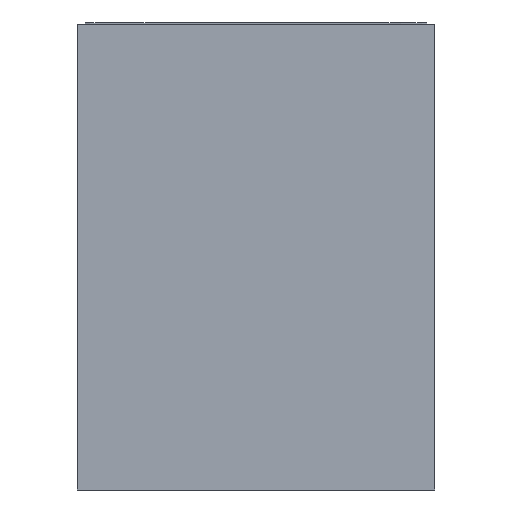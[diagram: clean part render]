
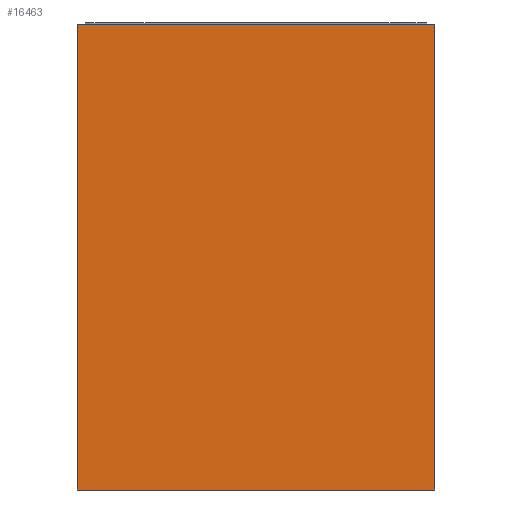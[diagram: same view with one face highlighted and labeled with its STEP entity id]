
A CAD part, front view. The second image highlights one B-rep face of the part: STEP entity #16463.
In plain terms, the highlighted planar face has unit normal (0, -1, 0).
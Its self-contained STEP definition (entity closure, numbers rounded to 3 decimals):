
#46 = ORIENTED_EDGE ( 'NONE', *, *, #4107, .F. ) ;
#263 = VERTEX_POINT ( 'NONE', #18709 ) ;
#1103 = ORIENTED_EDGE ( 'NONE', *, *, #6272, .F. ) ;
#1430 = CARTESIAN_POINT ( 'NONE',  ( -219., -43.5, 0. ) ) ;
#2503 = ORIENTED_EDGE ( 'NONE', *, *, #15338, .T. ) ;
#2684 = CARTESIAN_POINT ( 'NONE',  ( 219., -43.5, 570. ) ) ;
#2921 = CARTESIAN_POINT ( 'NONE',  ( -219., -43.5, 570. ) ) ;
#3750 = CARTESIAN_POINT ( 'NONE',  ( 219., -43.5, 570. ) ) ;
#4107 = EDGE_CURVE ( 'NONE', #14343, #263, #8674, .T. ) ;
#4126 = LINE ( 'NONE', #2921, #14458 ) ;
#4521 = DIRECTION ( 'NONE',  ( 1., 0., 0. ) ) ;
#6047 = ORIENTED_EDGE ( 'NONE', *, *, #16501, .T. ) ;
#6272 = EDGE_CURVE ( 'NONE', #10929, #14343, #4126, .T. ) ;
#6315 = DIRECTION ( 'NONE',  ( 0., 0., -1. ) ) ;
#6692 = CARTESIAN_POINT ( 'NONE',  ( -219., -43.5, 0. ) ) ;
#7563 = DIRECTION ( 'NONE',  ( 1., 0., 0. ) ) ;
#7727 = CARTESIAN_POINT ( 'NONE',  ( -219., -43.5, 570. ) ) ;
#7845 = CARTESIAN_POINT ( 'NONE',  ( -219., -43.5, 570. ) ) ;
#8275 = DIRECTION ( 'NONE',  ( 0., 0., -1. ) ) ;
#8674 = LINE ( 'NONE', #3750, #11215 ) ;
#9063 = LINE ( 'NONE', #1430, #14057 ) ;
#9322 = CARTESIAN_POINT ( 'NONE',  ( -219., -43.5, 570. ) ) ;
#9625 = LINE ( 'NONE', #7727, #13782 ) ;
#10155 = VERTEX_POINT ( 'NONE', #6692 ) ;
#10929 = VERTEX_POINT ( 'NONE', #7845 ) ;
#11215 = VECTOR ( 'NONE', #8275, 1000. ) ;
#11240 = DIRECTION ( 'NONE',  ( 0., 1., 0. ) ) ;
#13782 = VECTOR ( 'NONE', #6315, 1000. ) ;
#14057 = VECTOR ( 'NONE', #7563, 1000. ) ;
#14343 = VERTEX_POINT ( 'NONE', #2684 ) ;
#14458 = VECTOR ( 'NONE', #4521, 1000. ) ;
#15064 = AXIS2_PLACEMENT_3D ( 'NONE', #9322, #11240, #17098 ) ;
#15338 = EDGE_CURVE ( 'NONE', #10155, #263, #9063, .T. ) ;
#15792 = EDGE_LOOP ( 'NONE', ( #2503, #46, #1103, #6047 ) ) ;
#16463 = ADVANCED_FACE ( 'NONE', ( #18620 ), #17301, .F. ) ;
#16501 = EDGE_CURVE ( 'NONE', #10929, #10155, #9625, .T. ) ;
#17098 = DIRECTION ( 'NONE',  ( 0., 0., 1. ) ) ;
#17301 = PLANE ( 'NONE',  #15064 ) ;
#18620 = FACE_OUTER_BOUND ( 'NONE', #15792, .T. ) ;
#18709 = CARTESIAN_POINT ( 'NONE',  ( 219., -43.5, 0. ) ) ;
